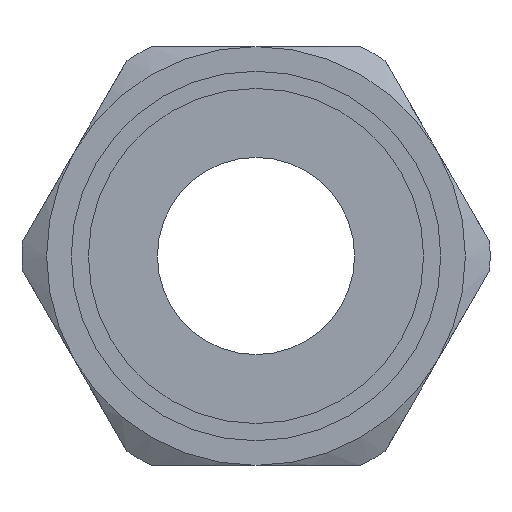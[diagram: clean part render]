
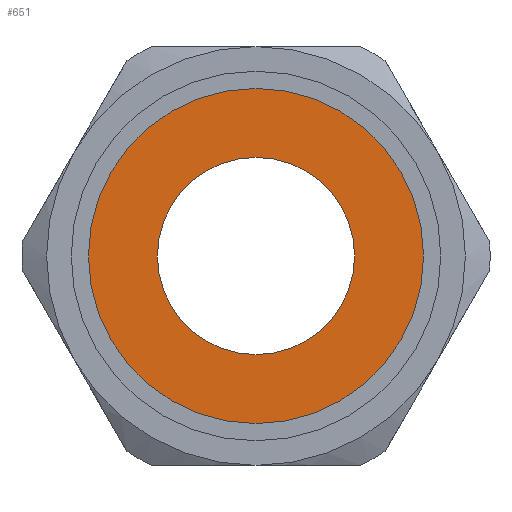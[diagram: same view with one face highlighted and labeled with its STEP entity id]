
A CAD part, front view. The second image highlights one B-rep face of the part: STEP entity #651.
In plain terms, the highlighted planar face has unit normal (0, -1, 0).
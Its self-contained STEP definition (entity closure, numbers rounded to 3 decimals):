
#606=CARTESIAN_POINT('',(6.8,0.,0.));
#607=DIRECTION('',(0.,1.,0.));
#608=DIRECTION('',(0.,0.,1.));
#609=AXIS2_PLACEMENT_3D('',#606,#607,#608);
#610=PLANE('',#609);
#611=CARTESIAN_POINT('',(-0.,0.,4.));
#612=VERTEX_POINT('',#611);
#613=CARTESIAN_POINT('',(-0.,0.,-4.));
#614=VERTEX_POINT('',#613);
#615=CARTESIAN_POINT('',(0.,0.,0.));
#616=DIRECTION('',(-0.,-1.,-0.));
#617=DIRECTION('',(0.,0.,-1.));
#618=AXIS2_PLACEMENT_3D('',#615,#616,#617);
#619=CIRCLE('',#618,4.);
#620=EDGE_CURVE('',#612,#614,#619,.T.);
#621=ORIENTED_EDGE('',*,*,#620,.F.);
#622=CARTESIAN_POINT('',(0.,0.,0.));
#623=DIRECTION('',(-0.,-1.,-0.));
#624=DIRECTION('',(0.,0.,-1.));
#625=AXIS2_PLACEMENT_3D('',#622,#623,#624);
#626=CIRCLE('',#625,4.);
#627=EDGE_CURVE('',#614,#612,#626,.T.);
#628=ORIENTED_EDGE('',*,*,#627,.F.);
#629=EDGE_LOOP('',(#621,#628));
#630=FACE_BOUND('',#629,.T.);
#631=CARTESIAN_POINT('',(-0.,0.,-6.8));
#632=VERTEX_POINT('',#631);
#633=CARTESIAN_POINT('',(-0.,0.,6.8));
#634=VERTEX_POINT('',#633);
#635=CARTESIAN_POINT('',(0.,0.,0.));
#636=DIRECTION('',(-0.,-1.,-0.));
#637=DIRECTION('',(0.,0.,-1.));
#638=AXIS2_PLACEMENT_3D('',#635,#636,#637);
#639=CIRCLE('',#638,6.8);
#640=EDGE_CURVE('',#632,#634,#639,.T.);
#641=ORIENTED_EDGE('',*,*,#640,.T.);
#642=CARTESIAN_POINT('',(0.,0.,0.));
#643=DIRECTION('',(-0.,-1.,-0.));
#644=DIRECTION('',(0.,0.,-1.));
#645=AXIS2_PLACEMENT_3D('',#642,#643,#644);
#646=CIRCLE('',#645,6.8);
#647=EDGE_CURVE('',#634,#632,#646,.T.);
#648=ORIENTED_EDGE('',*,*,#647,.T.);
#649=EDGE_LOOP('',(#641,#648));
#650=FACE_BOUND('',#649,.T.);
#651=ADVANCED_FACE('',(#630,#650),#610,.F.);
